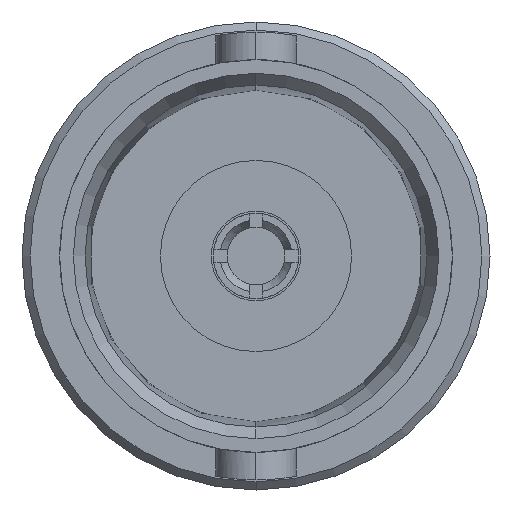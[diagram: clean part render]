
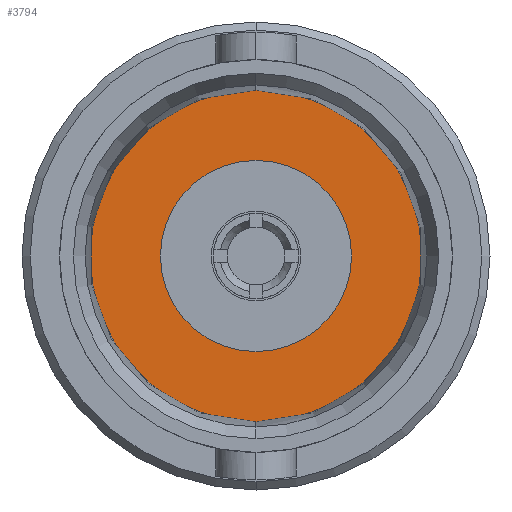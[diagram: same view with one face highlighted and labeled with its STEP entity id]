
A CAD part, left-side view. The second image highlights one B-rep face of the part: STEP entity #3794.
In plain terms, the highlighted planar face has unit normal (-1, 0, 0).
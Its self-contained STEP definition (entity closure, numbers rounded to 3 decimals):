
#1443=CARTESIAN_POINT('',(8.41,0.,0.));
#1444=DIRECTION('',(-1.,0.,0.));
#1445=DIRECTION('',(0.,0.,-1.));
#1446=AXIS2_PLACEMENT_3D('',#1443,#1444,#1445);
#1448=CARTESIAN_POINT('',(8.41,0.,0.));
#1449=DIRECTION('',(1.,0.,0.));
#1450=DIRECTION('',(0.,0.,-1.));
#1451=AXIS2_PLACEMENT_3D('',#1448,#1449,#1450);
#1453=CARTESIAN_POINT('',(8.41,0.,0.));
#1454=DIRECTION('',(1.,0.,0.));
#1455=DIRECTION('',(0.,-1.,0.));
#1456=AXIS2_PLACEMENT_3D('',#1453,#1454,#1455);
#1458=CARTESIAN_POINT('',(8.41,0.,0.));
#1459=DIRECTION('',(1.,0.,0.));
#1460=DIRECTION('',(0.,1.,0.));
#1461=AXIS2_PLACEMENT_3D('',#1458,#1459,#1460);
#1853=CARTESIAN_POINT('',(8.41,0.,-4.075));
#1854=VERTEX_POINT('',#1853);
#1859=CARTESIAN_POINT('',(8.41,0.,4.075));
#1860=VERTEX_POINT('',#1859);
#2033=CARTESIAN_POINT('',(8.41,-2.35,0.));
#2034=CARTESIAN_POINT('',(8.41,2.35,0.));
#2035=VERTEX_POINT('',#2033);
#2036=VERTEX_POINT('',#2034);
#3779=CARTESIAN_POINT('',(8.41,0.,0.));
#3780=DIRECTION('',(1.,0.,0.));
#3781=DIRECTION('',(0.,0.,1.));
#3782=AXIS2_PLACEMENT_3D('',#3779,#3780,#3781);
#3783=PLANE('',#3782);
#3784=ORIENTED_EDGE('',*,*,#3758,.F.);
#3785=ORIENTED_EDGE('',*,*,#3774,.T.);
#3786=EDGE_LOOP('',(#3784,#3785));
#3787=FACE_OUTER_BOUND('',#3786,.F.);
#3789=ORIENTED_EDGE('',*,*,#3788,.F.);
#3791=ORIENTED_EDGE('',*,*,#3790,.F.);
#3792=EDGE_LOOP('',(#3789,#3791));
#3793=FACE_BOUND('',#3792,.F.);
#3794=ADVANCED_FACE('',(#3787,#3793),#3783,.F.);
#1447=CIRCLE('',#1446,4.075);
#1452=CIRCLE('',#1451,4.075);
#1457=CIRCLE('',#1456,2.35);
#1462=CIRCLE('',#1461,2.35);
#3758=EDGE_CURVE('',#1854,#1860,#1447,.T.);
#3774=EDGE_CURVE('',#1854,#1860,#1452,.T.);
#3788=EDGE_CURVE('',#2035,#2036,#1457,.T.);
#3790=EDGE_CURVE('',#2036,#2035,#1462,.T.);
